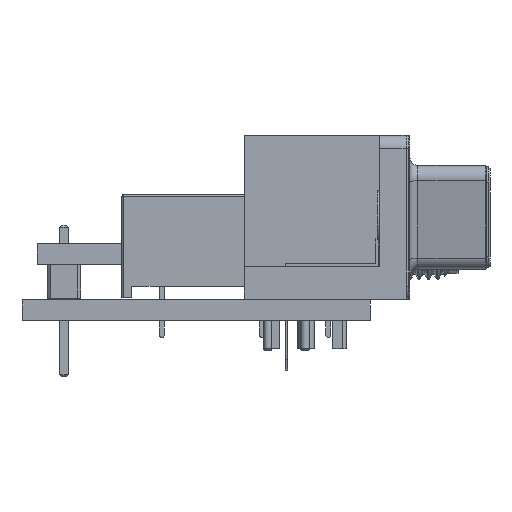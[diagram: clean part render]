
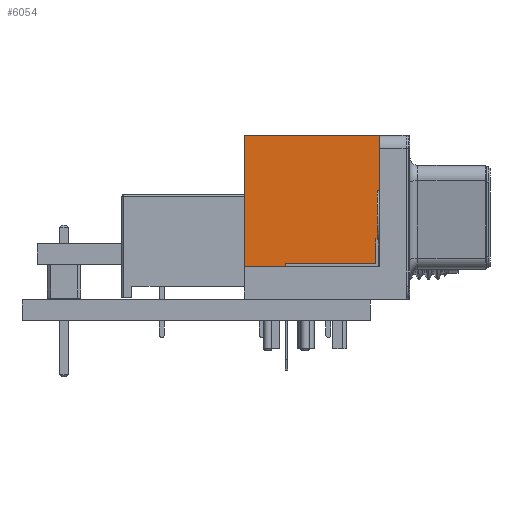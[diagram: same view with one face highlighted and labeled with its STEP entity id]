
A CAD part, left-side view. The second image highlights one B-rep face of the part: STEP entity #6054.
In plain terms, the highlighted planar face has unit normal (-1, 0, 0).
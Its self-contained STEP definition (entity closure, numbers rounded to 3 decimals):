
#3253 = PLANE('',#3254);
#3254 = AXIS2_PLACEMENT_3D('',#3255,#3256,#3257);
#3255 = CARTESIAN_POINT('',(9.86,-10.54,12.5));
#3256 = DIRECTION('',(0.,0.,1.));
#3257 = DIRECTION('',(-1.,0.,0.));
#4131 = PLANE('',#4132);
#4132 = AXIS2_PLACEMENT_3D('',#4133,#4134,#4135);
#4133 = CARTESIAN_POINT('',(-18.94,-8.54,8.75));
#4134 = DIRECTION('',(0.,-1.,0.));
#4135 = DIRECTION('',(1.,0.,0.));
#4274 = VERTEX_POINT('',#4275);
#4275 = CARTESIAN_POINT('',(-15.44,1.8,12.5));
#4289 = PLANE('',#4290);
#4290 = AXIS2_PLACEMENT_3D('',#4291,#4292,#4293);
#4291 = CARTESIAN_POINT('',(-5.54,1.8,6.25));
#4292 = DIRECTION('',(0.,-1.,0.));
#4293 = DIRECTION('',(1.,0.,0.));
#4301 = EDGE_CURVE('',#4302,#4274,#4304,.T.);
#4302 = VERTEX_POINT('',#4303);
#4303 = CARTESIAN_POINT('',(-15.44,-8.54,12.5));
#4304 = SURFACE_CURVE('',#4305,(#4309,#4316),.PCURVE_S1.);
#4305 = LINE('',#4306,#4307);
#4306 = CARTESIAN_POINT('',(-15.44,-9.54,12.5));
#4307 = VECTOR('',#4308,1.);
#4308 = DIRECTION('',(0.,1.,0.));
#4309 = PCURVE('',#3253,#4310);
#4310 = DEFINITIONAL_REPRESENTATION('',(#4311),#4315);
#4311 = LINE('',#4312,#4313);
#4312 = CARTESIAN_POINT('',(25.3,-1.));
#4313 = VECTOR('',#4314,1.);
#4314 = DIRECTION('',(0.,-1.));
#4315 = ( GEOMETRIC_REPRESENTATION_CONTEXT(2) 
PARAMETRIC_REPRESENTATION_CONTEXT() REPRESENTATION_CONTEXT('2D SPACE',''
  ) );
#4316 = PCURVE('',#4317,#4322);
#4317 = PLANE('',#4318);
#4318 = AXIS2_PLACEMENT_3D('',#4319,#4320,#4321);
#4319 = CARTESIAN_POINT('',(-15.44,-8.54,2.5));
#4320 = DIRECTION('',(1.,0.,0.));
#4321 = DIRECTION('',(-0.,0.,1.));
#4322 = DEFINITIONAL_REPRESENTATION('',(#4323),#4327);
#4323 = LINE('',#4324,#4325);
#4324 = CARTESIAN_POINT('',(10.,1.));
#4325 = VECTOR('',#4326,1.);
#4326 = DIRECTION('',(0.,-1.));
#4327 = ( GEOMETRIC_REPRESENTATION_CONTEXT(2) 
PARAMETRIC_REPRESENTATION_CONTEXT() REPRESENTATION_CONTEXT('2D SPACE',''
  ) );
#4395 = PLANE('',#4396);
#4396 = AXIS2_PLACEMENT_3D('',#4397,#4398,#4399);
#4397 = CARTESIAN_POINT('',(-22.44,-8.54,2.5));
#4398 = DIRECTION('',(0.,0.,-1.));
#4399 = DIRECTION('',(1.,0.,0.));
#5859 = VERTEX_POINT('',#5860);
#5860 = CARTESIAN_POINT('',(-15.44,-8.54,2.5));
#5881 = EDGE_CURVE('',#5859,#4302,#5882,.T.);
#5882 = SURFACE_CURVE('',#5883,(#5887,#5894),.PCURVE_S1.);
#5883 = LINE('',#5884,#5885);
#5884 = CARTESIAN_POINT('',(-15.44,-8.54,2.5));
#5885 = VECTOR('',#5886,1.);
#5886 = DIRECTION('',(0.,0.,1.));
#5887 = PCURVE('',#4131,#5888);
#5888 = DEFINITIONAL_REPRESENTATION('',(#5889),#5893);
#5889 = LINE('',#5890,#5891);
#5890 = CARTESIAN_POINT('',(3.5,-6.25));
#5891 = VECTOR('',#5892,1.);
#5892 = DIRECTION('',(0.,1.));
#5893 = ( GEOMETRIC_REPRESENTATION_CONTEXT(2) 
PARAMETRIC_REPRESENTATION_CONTEXT() REPRESENTATION_CONTEXT('2D SPACE',''
  ) );
#5894 = PCURVE('',#4317,#5895);
#5895 = DEFINITIONAL_REPRESENTATION('',(#5896),#5900);
#5896 = LINE('',#5897,#5898);
#5897 = CARTESIAN_POINT('',(0.,0.));
#5898 = VECTOR('',#5899,1.);
#5899 = DIRECTION('',(1.,0.));
#5900 = ( GEOMETRIC_REPRESENTATION_CONTEXT(2) 
PARAMETRIC_REPRESENTATION_CONTEXT() REPRESENTATION_CONTEXT('2D SPACE',''
  ) );
#6054 = ADVANCED_FACE('',(#6055),#4317,.F.);
#6055 = FACE_BOUND('',#6056,.F.);
#6056 = EDGE_LOOP('',(#6057,#6058,#6081,#6102));
#6057 = ORIENTED_EDGE('',*,*,#5881,.F.);
#6058 = ORIENTED_EDGE('',*,*,#6059,.T.);
#6059 = EDGE_CURVE('',#5859,#6060,#6062,.T.);
#6060 = VERTEX_POINT('',#6061);
#6061 = CARTESIAN_POINT('',(-15.44,1.8,2.5));
#6062 = SURFACE_CURVE('',#6063,(#6067,#6074),.PCURVE_S1.);
#6063 = LINE('',#6064,#6065);
#6064 = CARTESIAN_POINT('',(-15.44,-8.54,2.5));
#6065 = VECTOR('',#6066,1.);
#6066 = DIRECTION('',(-0.,1.,0.));
#6067 = PCURVE('',#4317,#6068);
#6068 = DEFINITIONAL_REPRESENTATION('',(#6069),#6073);
#6069 = LINE('',#6070,#6071);
#6070 = CARTESIAN_POINT('',(0.,0.));
#6071 = VECTOR('',#6072,1.);
#6072 = DIRECTION('',(0.,-1.));
#6073 = ( GEOMETRIC_REPRESENTATION_CONTEXT(2) 
PARAMETRIC_REPRESENTATION_CONTEXT() REPRESENTATION_CONTEXT('2D SPACE',''
  ) );
#6074 = PCURVE('',#4395,#6075);
#6075 = DEFINITIONAL_REPRESENTATION('',(#6076),#6080);
#6076 = LINE('',#6077,#6078);
#6077 = CARTESIAN_POINT('',(7.,0.));
#6078 = VECTOR('',#6079,1.);
#6079 = DIRECTION('',(0.,-1.));
#6080 = ( GEOMETRIC_REPRESENTATION_CONTEXT(2) 
PARAMETRIC_REPRESENTATION_CONTEXT() REPRESENTATION_CONTEXT('2D SPACE',''
  ) );
#6081 = ORIENTED_EDGE('',*,*,#6082,.T.);
#6082 = EDGE_CURVE('',#6060,#4274,#6083,.T.);
#6083 = SURFACE_CURVE('',#6084,(#6088,#6095),.PCURVE_S1.);
#6084 = LINE('',#6085,#6086);
#6085 = CARTESIAN_POINT('',(-15.44,1.8,4.375));
#6086 = VECTOR('',#6087,1.);
#6087 = DIRECTION('',(0.,0.,1.));
#6088 = PCURVE('',#4317,#6089);
#6089 = DEFINITIONAL_REPRESENTATION('',(#6090),#6094);
#6090 = LINE('',#6091,#6092);
#6091 = CARTESIAN_POINT('',(1.875,-10.34));
#6092 = VECTOR('',#6093,1.);
#6093 = DIRECTION('',(1.,0.));
#6094 = ( GEOMETRIC_REPRESENTATION_CONTEXT(2) 
PARAMETRIC_REPRESENTATION_CONTEXT() REPRESENTATION_CONTEXT('2D SPACE',''
  ) );
#6095 = PCURVE('',#4289,#6096);
#6096 = DEFINITIONAL_REPRESENTATION('',(#6097),#6101);
#6097 = LINE('',#6098,#6099);
#6098 = CARTESIAN_POINT('',(-9.9,-1.875));
#6099 = VECTOR('',#6100,1.);
#6100 = DIRECTION('',(0.,1.));
#6101 = ( GEOMETRIC_REPRESENTATION_CONTEXT(2) 
PARAMETRIC_REPRESENTATION_CONTEXT() REPRESENTATION_CONTEXT('2D SPACE',''
  ) );
#6102 = ORIENTED_EDGE('',*,*,#4301,.F.);
